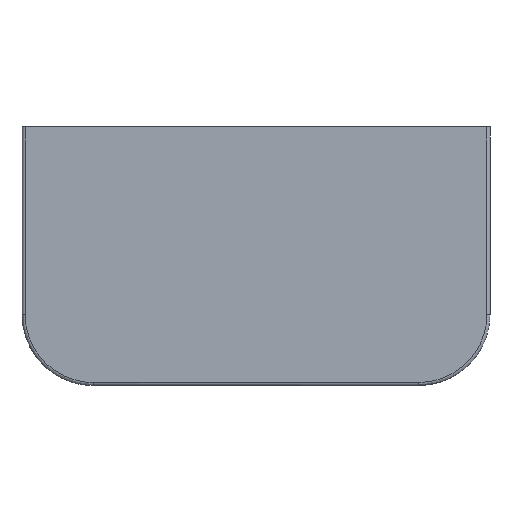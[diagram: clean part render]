
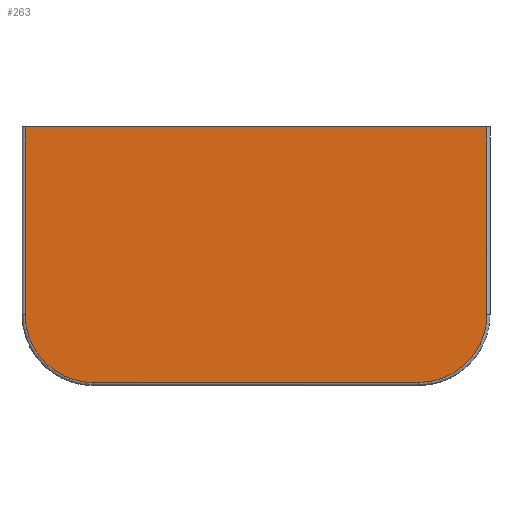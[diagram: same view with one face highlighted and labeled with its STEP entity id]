
A CAD part, top view. The second image highlights one B-rep face of the part: STEP entity #263.
In plain terms, the highlighted face is planar.
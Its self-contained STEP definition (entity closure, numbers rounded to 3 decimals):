
#263=ADVANCED_FACE('',(#654),#6868,.T.);
#654=FACE_OUTER_BOUND('',#1045,.T.);
#1045=EDGE_LOOP('',(#1441,#1442,#1443,#1444,#1445,#1446));
#1441=ORIENTED_EDGE('',*,*,#3655,.T.);
#1442=ORIENTED_EDGE('',*,*,#3656,.T.);
#1443=ORIENTED_EDGE('',*,*,#3657,.T.);
#1444=ORIENTED_EDGE('',*,*,#3681,.T.);
#1445=ORIENTED_EDGE('',*,*,#3658,.T.);
#1446=ORIENTED_EDGE('',*,*,#3672,.T.);
#3655=EDGE_CURVE('',#5877,#5878,#5280,.T.);
#3656=EDGE_CURVE('',#5878,#5879,#5281,.T.);
#3657=EDGE_CURVE('',#5879,#5880,#5282,.T.);
#3658=EDGE_CURVE('',#5881,#5882,#5283,.T.);
#3672=EDGE_CURVE('',#5882,#5877,#4770,.T.);
#3681=EDGE_CURVE('',#5880,#5881,#4777,.T.);
#4770=(
BOUNDED_CURVE()
B_SPLINE_CURVE(2,(#8823,#8824,#8825),.UNSPECIFIED.,.F.,.F.)
B_SPLINE_CURVE_WITH_KNOTS((3,3),(-208.916,0.),.UNSPECIFIED.)
CURVE()
GEOMETRIC_REPRESENTATION_ITEM()
RATIONAL_B_SPLINE_CURVE((1.,0.707,1.))
REPRESENTATION_ITEM('')
);
#4777=(
BOUNDED_CURVE()
B_SPLINE_CURVE(2,(#8848,#8849,#8850),.UNSPECIFIED.,.F.,.F.)
B_SPLINE_CURVE_WITH_KNOTS((3,3),(-208.916,0.),.UNSPECIFIED.)
CURVE()
GEOMETRIC_REPRESENTATION_ITEM()
RATIONAL_B_SPLINE_CURVE((1.,0.707,1.))
REPRESENTATION_ITEM('')
);
#5280=B_SPLINE_CURVE_WITH_KNOTS('',1,(#8781,#8782),.UNSPECIFIED.,.F.,.F.,
(2,2),(0.,366.),.UNSPECIFIED.);
#5281=B_SPLINE_CURVE_WITH_KNOTS('',1,(#8783,#8784),.UNSPECIFIED.,.F.,.F.,
(2,2),(0.,902.),.UNSPECIFIED.);
#5282=B_SPLINE_CURVE_WITH_KNOTS('',1,(#8785,#8786),.UNSPECIFIED.,.F.,.F.,
(2,2),(0.,366.),.UNSPECIFIED.);
#5283=B_SPLINE_CURVE_WITH_KNOTS('',1,(#8787,#8788),.UNSPECIFIED.,.F.,.F.,
(2,2),(0.,636.),.UNSPECIFIED.);
#5877=VERTEX_POINT('',#8759);
#5878=VERTEX_POINT('',#8760);
#5879=VERTEX_POINT('',#8761);
#5880=VERTEX_POINT('',#8762);
#5881=VERTEX_POINT('',#8763);
#5882=VERTEX_POINT('',#8764);
#6868=PLANE('',#7245);
#7245=AXIS2_PLACEMENT_3D('',#8095,#7662,$);
#7662=DIRECTION('',(0.,1.,0.));
#8095=CARTESIAN_POINT('',(-541.2,12.,-301.9));
#8759=CARTESIAN_POINT('',(451.,12.,114.));
#8760=CARTESIAN_POINT('',(451.,12.,-252.));
#8761=CARTESIAN_POINT('',(-451.,12.,-252.));
#8762=CARTESIAN_POINT('',(-451.,12.,114.));
#8763=CARTESIAN_POINT('',(-318.,12.,247.));
#8764=CARTESIAN_POINT('',(318.,12.,247.));
#8781=CARTESIAN_POINT('',(451.,12.,114.));
#8782=CARTESIAN_POINT('',(451.,12.,-252.));
#8783=CARTESIAN_POINT('',(451.,12.,-252.));
#8784=CARTESIAN_POINT('',(-451.,12.,-252.));
#8785=CARTESIAN_POINT('',(-451.,12.,-252.));
#8786=CARTESIAN_POINT('',(-451.,12.,114.));
#8787=CARTESIAN_POINT('',(-318.,12.,247.));
#8788=CARTESIAN_POINT('',(318.,12.,247.));
#8823=CARTESIAN_POINT('',(318.,12.,247.));
#8824=CARTESIAN_POINT('',(451.,12.,247.));
#8825=CARTESIAN_POINT('',(451.,12.,114.));
#8848=CARTESIAN_POINT('',(-451.,12.,114.));
#8849=CARTESIAN_POINT('',(-451.,12.,247.));
#8850=CARTESIAN_POINT('',(-318.,12.,247.));
